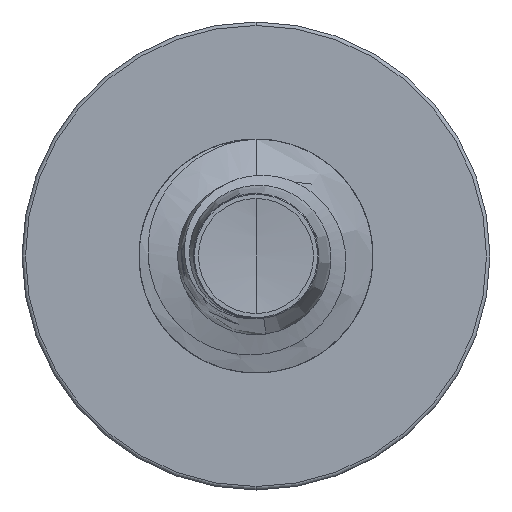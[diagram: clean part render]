
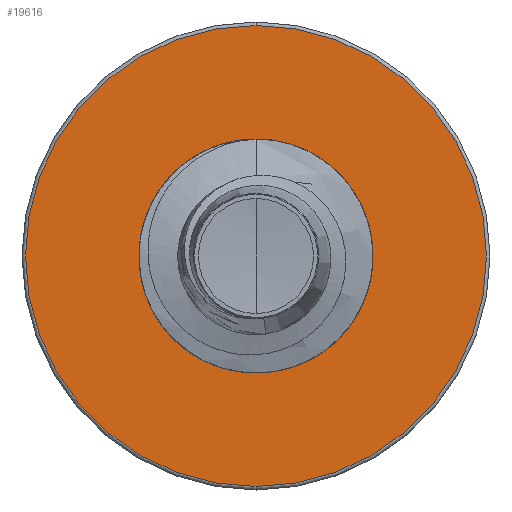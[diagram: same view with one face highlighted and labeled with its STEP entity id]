
A CAD part, front view. The second image highlights one B-rep face of the part: STEP entity #19616.
In plain terms, the highlighted planar face has unit normal (0, -1, 0).
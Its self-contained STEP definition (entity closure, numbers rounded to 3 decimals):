
#1024 = VERTEX_POINT ( 'NONE', #17216 ) ;
#1713 = DIRECTION ( 'NONE',  ( 0., 0., 1. ) ) ;
#1811 = DIRECTION ( 'NONE',  ( 0., 1., 0. ) ) ;
#2510 = EDGE_LOOP ( 'NONE', ( #18345, #14730 ) ) ;
#3206 = DIRECTION ( 'NONE',  ( 0., 1., 0. ) ) ;
#3358 = CIRCLE ( 'NONE', #3895, 5.91 ) ;
#3895 = AXIS2_PLACEMENT_3D ( 'NONE', #14544, #1811, #16669 ) ;
#4121 = AXIS2_PLACEMENT_3D ( 'NONE', #26883, #14451, #1713 ) ;
#4491 = VERTEX_POINT ( 'NONE', #15523 ) ;
#5815 = CARTESIAN_POINT ( 'NONE',  ( 0., 32.5, 0. ) ) ;
#7041 = CIRCLE ( 'NONE', #4121, 2.842 ) ;
#7341 = EDGE_CURVE ( 'NONE', #7441, #4491, #16672, .T. ) ;
#7441 = VERTEX_POINT ( 'NONE', #16660 ) ;
#7826 = AXIS2_PLACEMENT_3D ( 'NONE', #5815, #20605, #7949 ) ;
#7949 = DIRECTION ( 'NONE',  ( 0., 0., 1. ) ) ;
#9451 = DIRECTION ( 'NONE',  ( 0., 1., 0. ) ) ;
#9525 = CARTESIAN_POINT ( 'NONE',  ( 0., 32.5, -2.842 ) ) ;
#10411 = VERTEX_POINT ( 'NONE', #26506 ) ;
#11138 = ORIENTED_EDGE ( 'NONE', *, *, #23833, .T. ) ;
#11274 = ORIENTED_EDGE ( 'NONE', *, *, #12311, .T. ) ;
#12311 = EDGE_CURVE ( 'NONE', #1024, #10411, #7041, .T. ) ;
#12637 = CIRCLE ( 'NONE', #17441, 2.842 ) ;
#14451 = DIRECTION ( 'NONE',  ( 0., 1., 0. ) ) ;
#14544 = CARTESIAN_POINT ( 'NONE',  ( 0., 32.5, 0. ) ) ;
#14730 = ORIENTED_EDGE ( 'NONE', *, *, #17485, .F. ) ;
#14968 = FACE_OUTER_BOUND ( 'NONE', #2510, .T. ) ;
#15523 = CARTESIAN_POINT ( 'NONE',  ( 0., 32.5, -5.91 ) ) ;
#15917 = PLANE ( 'NONE',  #25409 ) ;
#16660 = CARTESIAN_POINT ( 'NONE',  ( 0., 32.5, 5.91 ) ) ;
#16669 = DIRECTION ( 'NONE',  ( 0., 0., 1. ) ) ;
#16672 = CIRCLE ( 'NONE', #7826, 5.91 ) ;
#17216 = CARTESIAN_POINT ( 'NONE',  ( 0., 32.5, 2.842 ) ) ;
#17441 = AXIS2_PLACEMENT_3D ( 'NONE', #22070, #9451, #24117 ) ;
#17485 = EDGE_CURVE ( 'NONE', #4491, #7441, #3358, .T. ) ;
#18038 = DIRECTION ( 'NONE',  ( 0., 0., 1. ) ) ;
#18345 = ORIENTED_EDGE ( 'NONE', *, *, #7341, .F. ) ;
#19616 = ADVANCED_FACE ( 'NONE', ( #14968, #26014 ), #15917, .F. ) ;
#20605 = DIRECTION ( 'NONE',  ( 0., 1., 0. ) ) ;
#22070 = CARTESIAN_POINT ( 'NONE',  ( 0., 32.5, 0. ) ) ;
#22080 = EDGE_LOOP ( 'NONE', ( #11274, #11138 ) ) ;
#23833 = EDGE_CURVE ( 'NONE', #10411, #1024, #12637, .T. ) ;
#24117 = DIRECTION ( 'NONE',  ( 0., 0., 1. ) ) ;
#25409 = AXIS2_PLACEMENT_3D ( 'NONE', #9525, #3206, #18038 ) ;
#26014 = FACE_BOUND ( 'NONE', #22080, .T. ) ;
#26506 = CARTESIAN_POINT ( 'NONE',  ( 0., 32.5, -2.842 ) ) ;
#26883 = CARTESIAN_POINT ( 'NONE',  ( 0., 32.5, 0. ) ) ;
